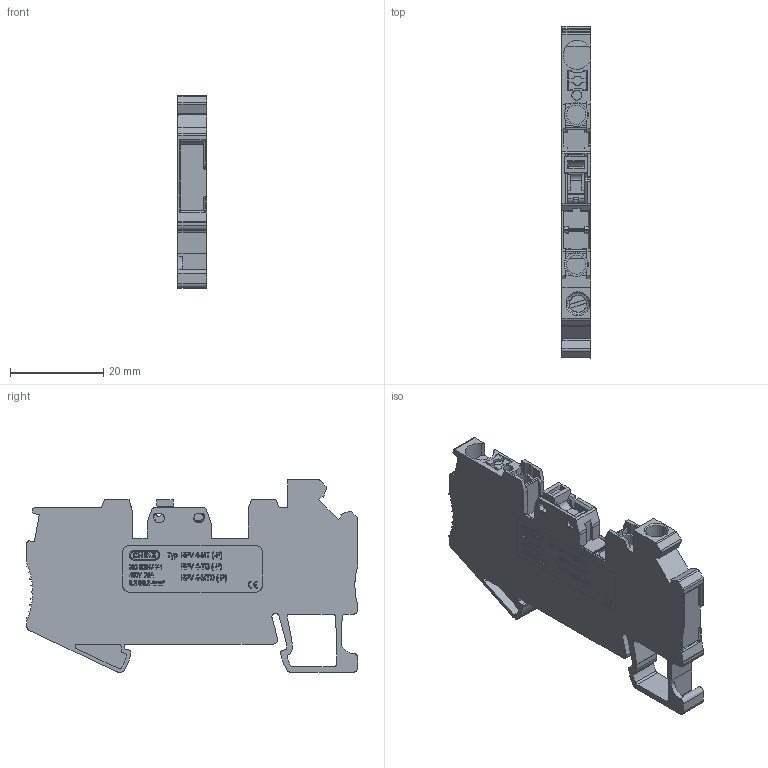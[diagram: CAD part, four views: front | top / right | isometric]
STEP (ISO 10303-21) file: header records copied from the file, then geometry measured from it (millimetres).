
FILE_DESCRIPTION( ('This file contains a STEP AP42 implementation' ,'as created by ZW3D STEP Interface translator.') ,'2;1' );
FILE_NAME( 'RPV4-MT(-P)傷赽.stp' ,'24 9 7.15 045', (''), ('ZWCAD Software Co.'), 'Version 1.0', 'ZW3D to STEP translator', '' );
FILE_SCHEMA(('AUTOMOTIVE_DESIGN { 1 0 10303 214 1 1 1 1 }'));
Length unit declared in the file: millimetre
Products named in the file (6): 0; 蚾饜001; RPV4-TGㄗ-Pㄘ傖こ; 絮掅; RUT4-MT絮掅裔; RUT4-MT絮掅え
Assembly tree (4 placements, depth 3):
  0
  蚾饜001
    RPV4-TGㄗ-Pㄘ傖こ
    絮掅
      RUT4-MT絮掅裔
      RUT4-MT絮掅え
Bounding box: 6.25 x 71.19 x 41.25 mm (x, y, z)
Volume: 11923.1 mm3; surface area: 8533.6 mm2
Topology: 10 solids, 10 shells, 4216 faces, 12228 edges, 8120 vertices
Faces by surface type: plane 3932, cylinder 229, bspline 46, cone 7, torus 2
Full cylindrical faces by diameter (mm): 1 x1, 1.2 x1, 1.4 x2, 2.1 x1, 2.4 x1, 2.8 x14, 3.7 x1, 4.1 x2, 4.4 x2, 4.5 x1, 5 x2
Entity records: 142718 total; most frequent: CARTESIAN_POINT 26826, ORIENTED_EDGE 24456, DIRECTION 20918, EDGE_CURVE 12228, VECTOR 11608, LINE 11608, VERTEX_POINT 8120, AXIS2_PLACEMENT_3D 4655
